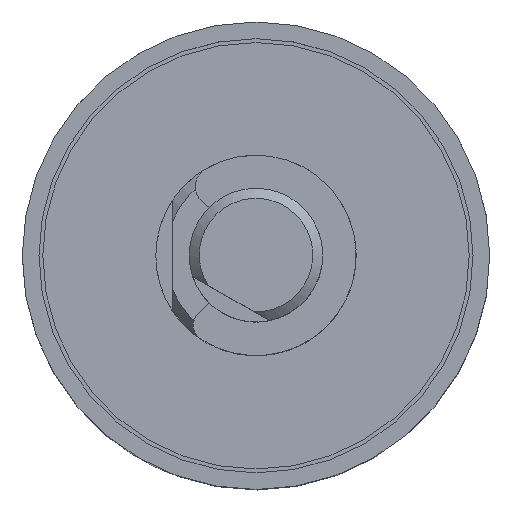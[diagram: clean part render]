
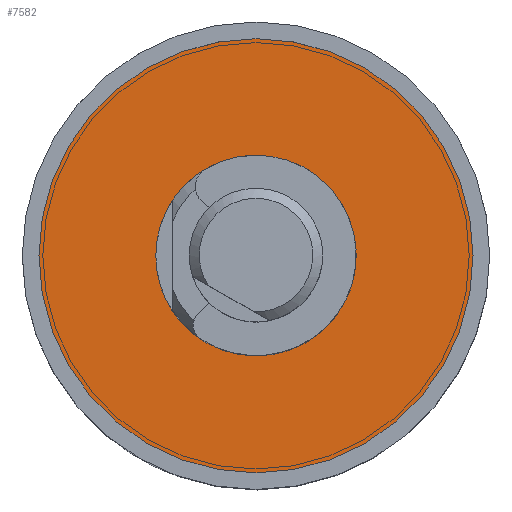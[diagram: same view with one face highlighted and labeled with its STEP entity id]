
A CAD part, top view. The second image highlights one B-rep face of the part: STEP entity #7582.
In plain terms, the highlighted planar face has unit normal (0, 0, 1).
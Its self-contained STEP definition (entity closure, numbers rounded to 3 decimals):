
#72 = ORIENTED_EDGE ( 'NONE', *, *, #4516, .T. ) ;
#217 = AXIS2_PLACEMENT_3D ( 'NONE', #1777, #413, #5131 ) ;
#413 = DIRECTION ( 'NONE',  ( 0., 0., 1. ) ) ;
#993 = PLANE ( 'NONE',  #4607 ) ;
#1159 = CARTESIAN_POINT ( 'NONE',  ( 0., 0., 0.5 ) ) ;
#1215 = DIRECTION ( 'NONE',  ( -1., 0., 0. ) ) ;
#1587 = AXIS2_PLACEMENT_3D ( 'NONE', #1159, #7923, #1215 ) ;
#1777 = CARTESIAN_POINT ( 'NONE',  ( 0., 0., 0.5 ) ) ;
#2312 = CARTESIAN_POINT ( 'NONE',  ( 6.5, 0., 0.5 ) ) ;
#2735 = VERTEX_POINT ( 'NONE', #2312 ) ;
#2797 = EDGE_LOOP ( 'NONE', ( #72 ) ) ;
#2846 = CARTESIAN_POINT ( 'NONE',  ( 3., 0., 0.5 ) ) ;
#2880 = DIRECTION ( 'NONE',  ( 1., 0., 0. ) ) ;
#3256 = EDGE_LOOP ( 'NONE', ( #5746 ) ) ;
#3797 = VERTEX_POINT ( 'NONE', #6676 ) ;
#4516 = EDGE_CURVE ( 'NONE', #3797, #3797, #7123, .T. ) ;
#4607 = AXIS2_PLACEMENT_3D ( 'NONE', #2846, #4922, #2880 ) ;
#4922 = DIRECTION ( 'NONE',  ( 0., 0., 1. ) ) ;
#5131 = DIRECTION ( 'NONE',  ( 1., 0., 0. ) ) ;
#5265 = FACE_OUTER_BOUND ( 'NONE', #3256, .T. ) ;
#5746 = ORIENTED_EDGE ( 'NONE', *, *, #7772, .T. ) ;
#6676 = CARTESIAN_POINT ( 'NONE',  ( -3., 0., 0.5 ) ) ;
#7076 = FACE_BOUND ( 'NONE', #2797, .T. ) ;
#7123 = CIRCLE ( 'NONE', #1587, 3. ) ;
#7582 = ADVANCED_FACE ( 'NONE', ( #7076, #5265 ), #993, .T. ) ;
#7772 = EDGE_CURVE ( 'NONE', #2735, #2735, #8031, .T. ) ;
#7923 = DIRECTION ( 'NONE',  ( 0., 0., -1. ) ) ;
#8031 = CIRCLE ( 'NONE', #217, 6.5 ) ;
